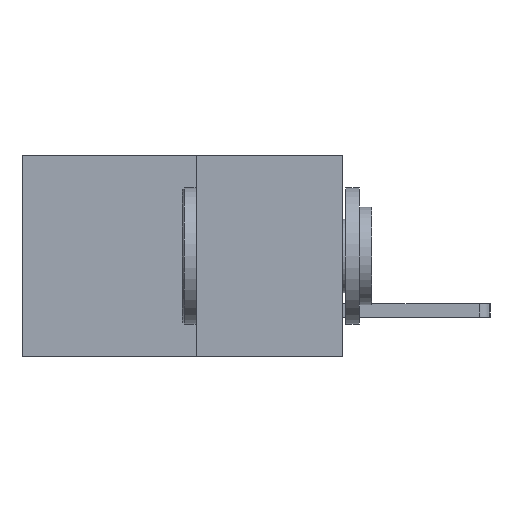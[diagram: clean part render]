
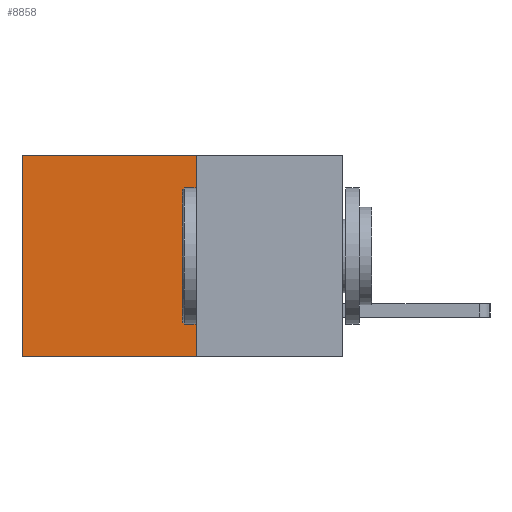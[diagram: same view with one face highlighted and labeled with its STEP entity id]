
A CAD part, left-side view. The second image highlights one B-rep face of the part: STEP entity #8858.
In plain terms, the highlighted planar face has unit normal (-1, 0, 0).
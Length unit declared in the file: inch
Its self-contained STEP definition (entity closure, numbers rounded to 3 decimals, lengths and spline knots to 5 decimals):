
#409 = PLANE ( 'NONE',  #8386 ) ;
#670 = CARTESIAN_POINT ( 'NONE',  ( 0.277, 0.59, -0.37 ) ) ;
#700 = EDGE_LOOP ( 'NONE', ( #7098, #9266, #5239, #7607 ) ) ;
#741 = FACE_OUTER_BOUND ( 'NONE', #700, .T. ) ;
#900 = VECTOR ( 'NONE', #10373, 39.37008 ) ;
#1181 = LINE ( 'NONE', #3890, #900 ) ;
#1296 = DIRECTION ( 'NONE',  ( 1., 0., 0. ) ) ;
#1724 = VECTOR ( 'NONE', #6457, 39.37008 ) ;
#2662 = VERTEX_POINT ( 'NONE', #7111 ) ;
#3057 = VECTOR ( 'NONE', #5465, 39.37008 ) ;
#3840 = CARTESIAN_POINT ( 'NONE',  ( 0.277, 0.27, -0.37 ) ) ;
#3890 = CARTESIAN_POINT ( 'NONE',  ( 0.277, 0.27, -0.37 ) ) ;
#4162 = VERTEX_POINT ( 'NONE', #7295 ) ;
#4426 = EDGE_CURVE ( 'NONE', #9399, #4162, #9699, .T. ) ;
#4661 = CARTESIAN_POINT ( 'NONE',  ( 0.277, 0.59, -0.37 ) ) ;
#4663 = VERTEX_POINT ( 'NONE', #670 ) ;
#5239 = ORIENTED_EDGE ( 'NONE', *, *, #4426, .F. ) ;
#5295 = DIRECTION ( 'NONE',  ( 0., 0., -1. ) ) ;
#5327 = CARTESIAN_POINT ( 'NONE',  ( 0.277, 0.27, 0. ) ) ;
#5465 = DIRECTION ( 'NONE',  ( 0., 0., -1. ) ) ;
#5624 = CARTESIAN_POINT ( 'NONE',  ( 0.277, 0.27, -0.37 ) ) ;
#5667 = CARTESIAN_POINT ( 'NONE',  ( 0.277, 0.27, 0. ) ) ;
#5854 = LINE ( 'NONE', #5667, #1724 ) ;
#6457 = DIRECTION ( 'NONE',  ( 0., 1., 0. ) ) ;
#7073 = DIRECTION ( 'NONE',  ( 0., 0., -1. ) ) ;
#7098 = ORIENTED_EDGE ( 'NONE', *, *, #8850, .T. ) ;
#7111 = CARTESIAN_POINT ( 'NONE',  ( 0.277, 0.59, 0. ) ) ;
#7295 = CARTESIAN_POINT ( 'NONE',  ( 0.277, 0.27, -0.37 ) ) ;
#7607 = ORIENTED_EDGE ( 'NONE', *, *, #9050, .T. ) ;
#8214 = EDGE_CURVE ( 'NONE', #4162, #4663, #1181, .T. ) ;
#8386 = AXIS2_PLACEMENT_3D ( 'NONE', #3840, #1296, #7073 ) ;
#8850 = EDGE_CURVE ( 'NONE', #2662, #4663, #9532, .T. ) ;
#8858 = ADVANCED_FACE ( 'NONE', ( #741 ), #409, .F. ) ;
#9050 = EDGE_CURVE ( 'NONE', #9399, #2662, #5854, .T. ) ;
#9266 = ORIENTED_EDGE ( 'NONE', *, *, #8214, .F. ) ;
#9399 = VERTEX_POINT ( 'NONE', #5327 ) ;
#9532 = LINE ( 'NONE', #4661, #3057 ) ;
#9699 = LINE ( 'NONE', #5624, #9965 ) ;
#9965 = VECTOR ( 'NONE', #5295, 39.37008 ) ;
#10373 = DIRECTION ( 'NONE',  ( 0., 1., 0. ) ) ;
